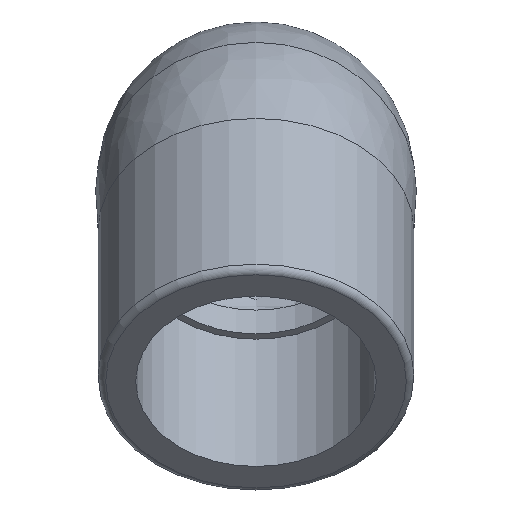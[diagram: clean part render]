
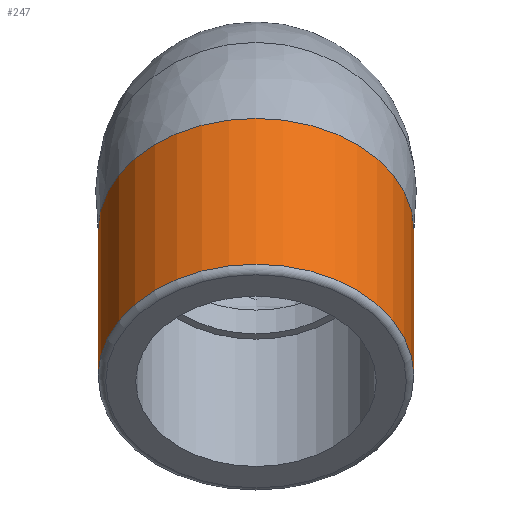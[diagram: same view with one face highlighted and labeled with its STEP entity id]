
A CAD part, top view. The second image highlights one B-rep face of the part: STEP entity #247.
In plain terms, the highlighted cylindrical face has radius 10.5 mm (diameter 21 mm), a full revolution.
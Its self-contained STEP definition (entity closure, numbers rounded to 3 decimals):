
#28=CYLINDRICAL_SURFACE($,#268,10.5);
#35=FACE_BOUND($,#65,.T.);
#51=FACE_OUTER_BOUND($,#64,.T.);
#64=EDGE_LOOP($,(#180,#181,#182));
#65=EDGE_LOOP($,(#183));
#90=CIRCLE($,#266,10.5);
#92=CIRCLE($,#269,10.5);
#93=CIRCLE($,#270,10.5);
#94=CIRCLE($,#271,10.5);
#116=VERTEX_POINT($,#383);
#118=VERTEX_POINT($,#388);
#119=VERTEX_POINT($,#389);
#120=VERTEX_POINT($,#391);
#145=EDGE_CURVE($,#116,#116,#90,.T.);
#147=EDGE_CURVE($,#118,#119,#92,.T.);
#148=EDGE_CURVE($,#120,#118,#93,.T.);
#149=EDGE_CURVE($,#119,#120,#94,.T.);
#180=ORIENTED_EDGE($,*,*,#147,.F.);
#181=ORIENTED_EDGE($,*,*,#148,.F.);
#182=ORIENTED_EDGE($,*,*,#149,.F.);
#183=ORIENTED_EDGE($,*,*,#145,.T.);
#247=ADVANCED_FACE($,(#51,#35),#28,.T.);
#266=AXIS2_PLACEMENT_3D($,#384,#307,#308);
#268=AXIS2_PLACEMENT_3D($,#387,#311,#312);
#269=AXIS2_PLACEMENT_3D($,#390,#313,#314);
#270=AXIS2_PLACEMENT_3D($,#392,#315,#316);
#271=AXIS2_PLACEMENT_3D($,#393,#317,#318);
#307=DIRECTION('center_axis',(0.,0.707,-0.707));
#308=DIRECTION('ref_axis',(-1.,0.,0.));
#311=DIRECTION('center_axis',(0.,-0.707,0.707));
#312=DIRECTION('ref_axis',(-1.,0.,0.));
#313=DIRECTION('center_axis',(0.,0.707,-0.707));
#314=DIRECTION('ref_axis',(-1.,0.,0.));
#315=DIRECTION('center_axis',(0.,0.707,-0.707));
#316=DIRECTION('ref_axis',(-1.,0.,0.));
#317=DIRECTION('center_axis',(0.,0.707,-0.707));
#318=DIRECTION('ref_axis',(-1.,0.,0.));
#383=CARTESIAN_POINT('',(10.5,-13.081,32.081));
#384=CARTESIAN_POINT('Origin',(0.,-13.081,
32.081));
#387=CARTESIAN_POINT('Origin',(0.,-13.435,
32.435));
#388=CARTESIAN_POINT('',(0.,4.056,29.793));
#389=CARTESIAN_POINT('',(10.5,-3.368,22.368));
#390=CARTESIAN_POINT('Origin',(0.,-3.368,22.368));
#391=CARTESIAN_POINT('',(0.,-10.793,14.944));
#392=CARTESIAN_POINT('Origin',(0.,-3.368,22.368));
#393=CARTESIAN_POINT('Origin',(0.,-3.368,22.368));
